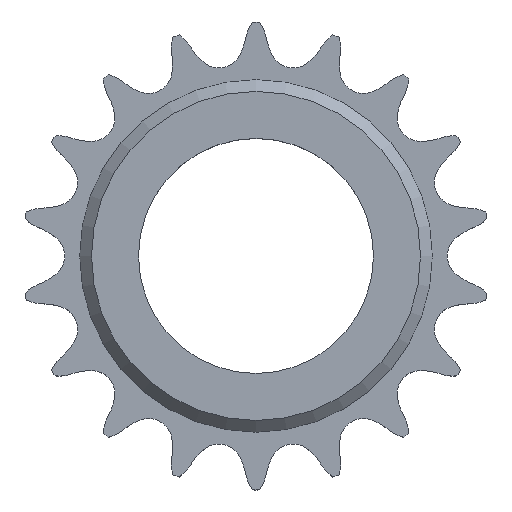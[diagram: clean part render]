
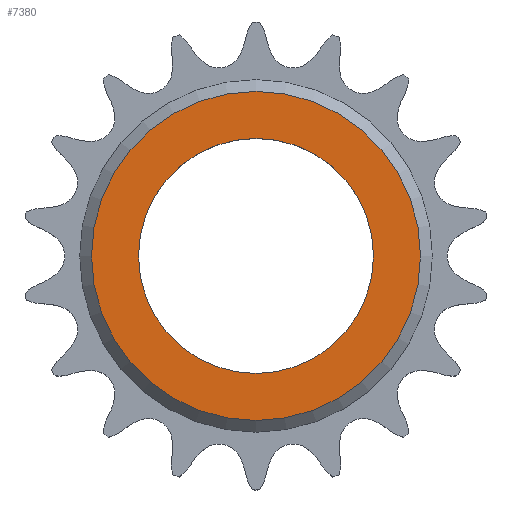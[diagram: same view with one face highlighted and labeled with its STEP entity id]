
A CAD part, top view. The second image highlights one B-rep face of the part: STEP entity #7380.
In plain terms, the highlighted planar face has unit normal (0, 0, 1).
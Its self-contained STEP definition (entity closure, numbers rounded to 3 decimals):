
#7338=CARTESIAN_POINT('',(28.0,0.,5.6));
#7339=VERTEX_POINT('',#7338);
#7340=CARTESIAN_POINT('',(0.0,0.0,5.6));
#7341=DIRECTION('',(0.0,0.0,-1.0));
#7342=DIRECTION('',(-1.0,0.0,0.0));
#7343=AXIS2_PLACEMENT_3D('',#7340,#7341,#7342);
#7344=CIRCLE('',#7343,28.0);
#7345=EDGE_CURVE('',#7339,#7339,#7344,.T.);
#7361=CARTESIAN_POINT('',(0.0,0.0,5.6));
#7362=DIRECTION('',(0.0,0.0,-1.0));
#7363=DIRECTION('',(-1.0,0.0,0.0));
#7364=AXIS2_PLACEMENT_3D('',#7361,#7362,#7363);
#7365=PLANE('',#7364);
#7366=ORIENTED_EDGE('',*,*,#7345,.F.);
#7367=EDGE_LOOP('',(#7366));
#7368=FACE_OUTER_BOUND('',#7367,.T.);
#7369=CARTESIAN_POINT('',(20.0,0.,5.6));
#7370=VERTEX_POINT('',#7369);
#7371=CARTESIAN_POINT('',(0.0,0.0,5.6));
#7372=DIRECTION('',(0.0,0.0,-1.0));
#7373=DIRECTION('',(-1.0,0.0,0.0));
#7374=AXIS2_PLACEMENT_3D('',#7371,#7372,#7373);
#7375=CIRCLE('',#7374,20.0);
#7376=EDGE_CURVE('',#7370,#7370,#7375,.T.);
#7377=ORIENTED_EDGE('',*,*,#7376,.T.);
#7378=EDGE_LOOP('',(#7377));
#7379=FACE_BOUND('',#7378,.T.);
#7380=ADVANCED_FACE('',(#7368,#7379),#7365,.F.);
